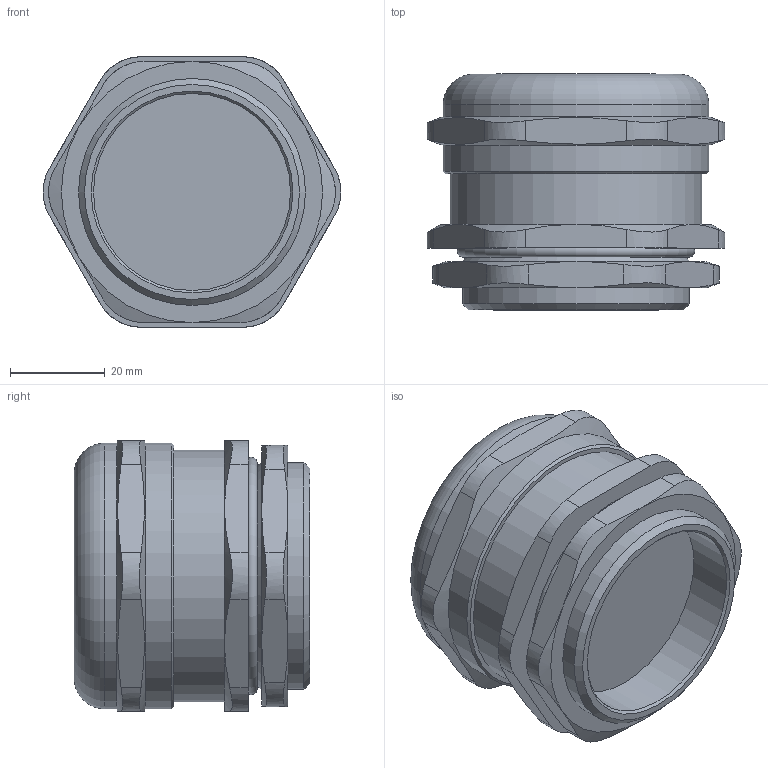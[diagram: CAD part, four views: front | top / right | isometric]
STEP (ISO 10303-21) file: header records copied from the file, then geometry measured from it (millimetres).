
FILE_DESCRIPTION(/* description */ (''),/* implementation_level */ '2;1');
FILE_NAME(/* name */ 'ГОФРОМАТИК G 1 1(2 (32-38 мм).stp',/* time_stamp */ '2023-04-03T15:23:25+07:00',/* author */ ('zeta-09'),/* organization */ (''),/* preprocessor_version */ 'ST-DEVELOPER v18.1',/* originating_system */ 'Autodesk Inventor 2021',/* authorisation */ '');
FILE_SCHEMA (('AUTOMOTIVE_DESIGN { 1 0 10303 214 3 1 1 }'));
Length unit declared in the file: millimetre
Products named in the file (1): Деталь4
Bounding box: 62.72 x 49.66 x 57 mm (x, y, z)
Volume: 102478 mm3; surface area: 17498.5 mm2
Topology: 1 solids, 1 shells, 79 faces, 190 edges, 120 vertices
Faces by surface type: plane 27, cylinder 25, cone 24, torus 3
Full cylindrical faces by diameter (mm): 41.5 x1, 45.3 x1, 47.803 x2, 53 x1, 56 x2
Entity records: 2695 total; most frequent: CARTESIAN_POINT 878, ORIENTED_EDGE 380, DIRECTION 325, EDGE_CURVE 190, AXIS2_PLACEMENT_3D 135, VERTEX_POINT 120, EDGE_LOOP 86, FACE_OUTER_BOUND 79
